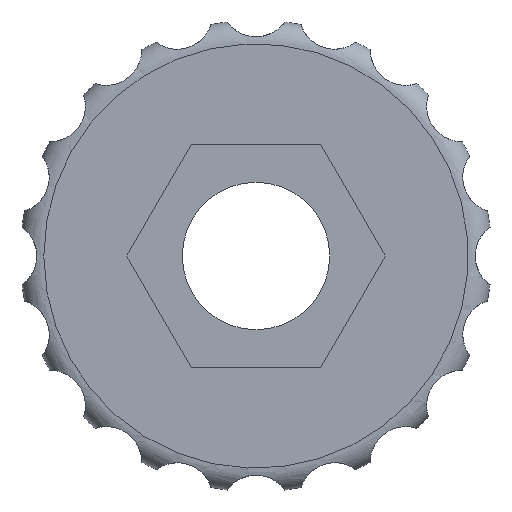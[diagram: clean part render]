
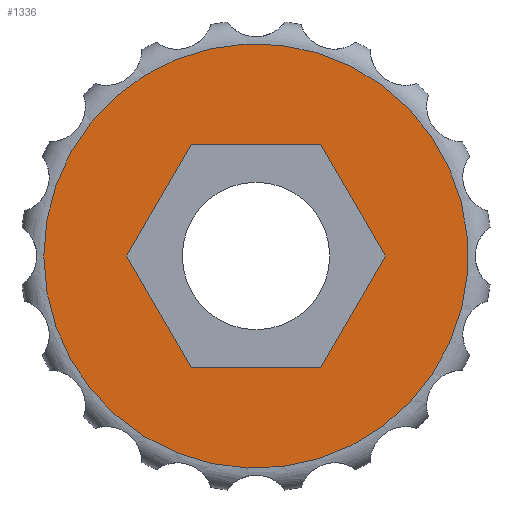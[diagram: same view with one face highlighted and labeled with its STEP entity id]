
A CAD part, front view. The second image highlights one B-rep face of the part: STEP entity #1336.
In plain terms, the highlighted planar face has unit normal (0, -1, 0).
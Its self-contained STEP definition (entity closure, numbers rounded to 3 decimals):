
#165=FACE_BOUND('',#385,.T.);
#169=CIRCLE('',#1394,18.);
#305=FACE_OUTER_BOUND('',#384,.T.);
#384=EDGE_LOOP('',(#1245));
#385=EDGE_LOOP('',(#1246,#1247,#1248,#1249,#1250,#1251));
#390=LINE('',#1891,#448);
#394=LINE('',#1899,#452);
#397=LINE('',#1905,#455);
#400=LINE('',#1911,#458);
#403=LINE('',#1917,#461);
#406=LINE('',#1922,#464);
#448=VECTOR('',#1511,10.);
#452=VECTOR('',#1517,10.);
#455=VECTOR('',#1522,10.);
#458=VECTOR('',#1527,10.);
#461=VECTOR('',#1532,10.);
#464=VECTOR('',#1537,10.);
#506=VERTEX_POINT('',#1889);
#507=VERTEX_POINT('',#1890);
#510=VERTEX_POINT('',#1898);
#512=VERTEX_POINT('',#1904);
#514=VERTEX_POINT('',#1910);
#516=VERTEX_POINT('',#1916);
#633=VERTEX_POINT('',#3068);
#644=EDGE_CURVE('',#506,#507,#390,.T.);
#648=EDGE_CURVE('',#510,#506,#394,.T.);
#651=EDGE_CURVE('',#512,#510,#397,.T.);
#654=EDGE_CURVE('',#514,#512,#400,.T.);
#657=EDGE_CURVE('',#516,#514,#403,.T.);
#660=EDGE_CURVE('',#507,#516,#406,.T.);
#777=EDGE_CURVE('',#633,#633,#169,.T.);
#1245=ORIENTED_EDGE('',*,*,#777,.F.);
#1246=ORIENTED_EDGE('',*,*,#644,.T.);
#1247=ORIENTED_EDGE('',*,*,#660,.T.);
#1248=ORIENTED_EDGE('',*,*,#657,.T.);
#1249=ORIENTED_EDGE('',*,*,#654,.T.);
#1250=ORIENTED_EDGE('',*,*,#651,.T.);
#1251=ORIENTED_EDGE('',*,*,#648,.T.);
#1263=PLANE('',#1503);
#1336=ADVANCED_FACE('',(#305,#165),#1263,.T.);
#1394=AXIS2_PLACEMENT_3D('',#3069,#1659,#1660);
#1503=AXIS2_PLACEMENT_3D('',#3239,#1879,#1880);
#1511=DIRECTION('',(1.,0.,0.));
#1517=DIRECTION('',(0.5,0.,0.866));
#1522=DIRECTION('',(-0.5,0.,0.866));
#1527=DIRECTION('',(-1.,0.,0.));
#1532=DIRECTION('',(-0.5,0.,-0.866));
#1537=DIRECTION('',(0.5,0.,-0.866));
#1659=DIRECTION('center_axis',(0.,1.,0.));
#1660=DIRECTION('ref_axis',(1.,0.,0.));
#1879=DIRECTION('center_axis',(0.,-1.,0.));
#1880=DIRECTION('ref_axis',(0.,0.,-1.));
#1889=CARTESIAN_POINT('',(-5.485,-20.,9.5));
#1890=CARTESIAN_POINT('',(5.485,-20.,9.5));
#1891=CARTESIAN_POINT('',(-12.742,-20.,9.5));
#1898=CARTESIAN_POINT('',(-10.97,-20.,0.));
#1899=CARTESIAN_POINT('',(-12.098,-20.,-1.955));
#1904=CARTESIAN_POINT('',(-5.485,-20.,-9.5));
#1905=CARTESIAN_POINT('',(-9.356,-20.,-2.795));
#1910=CARTESIAN_POINT('',(5.485,-20.,-9.5));
#1911=CARTESIAN_POINT('',(-7.258,-20.,-9.5));
#1916=CARTESIAN_POINT('',(10.97,-20.,0.));
#1917=CARTESIAN_POINT('',(7.098,-20.,-6.705));
#1922=CARTESIAN_POINT('',(4.356,-20.,11.455));
#3068=CARTESIAN_POINT('',(-18.,-20.,0.));
#3069=CARTESIAN_POINT('Origin',(0.,-20.,0.));
#3239=CARTESIAN_POINT('Origin',(-20.,-20.,0.));
